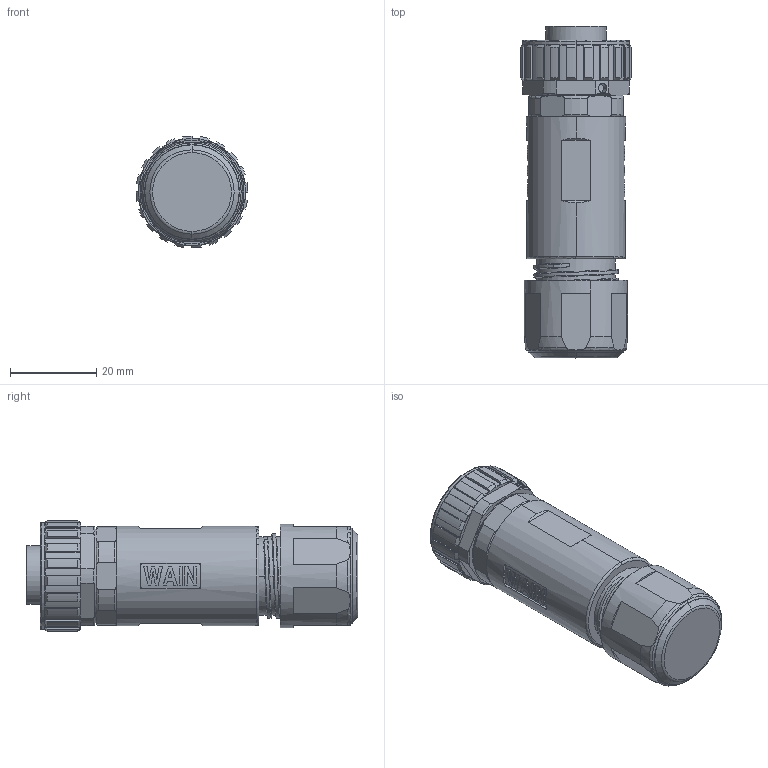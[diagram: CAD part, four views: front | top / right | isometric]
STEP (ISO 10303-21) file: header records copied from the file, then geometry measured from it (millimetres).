
FILE_DESCRIPTION((''),'2;1');
FILE_NAME('3D_1680054213002_7_8-F05-T-D10_','2020-12-08T',('tc.chen'),(''),'PRO/ENGINEER BY PARAMETRIC TECHNOLOGY CORPORATION, 2012480','PRO/ENGINEER BY PARAMETRIC TECHNOLOGY CORPORATION, 2012480','');
FILE_SCHEMA(('AUTOMOTIVE_DESIGN { 1 0 10303 214 1 1 1 1 }'));
Length unit declared in the file: millimetre
Products named in the file (1): 3D_1680054213002_7_8-F05-T-D10_
Bounding box: 26 x 77.05 x 26 mm (x, y, z)
Volume: 29843 mm3; surface area: 9302.8 mm2
Topology: 1 solids, 2 shells, 549 faces, 1524 edges, 1016 vertices
Faces by surface type: cylinder 212, plane 198, bspline 52, torus 48, cone 37, extrusion 2
Entity records: 23895 total; most frequent: CARTESIAN_POINT 9161, ORIENTED_EDGE 3048, DIRECTION 2496, EDGE_CURVE 1524, VERTEX_POINT 1016, AXIS2_PLACEMENT_3D 971, EDGE_LOOP 586, VECTOR 554
